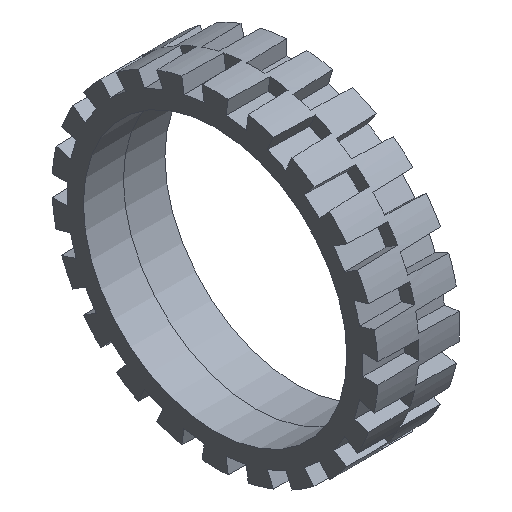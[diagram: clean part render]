
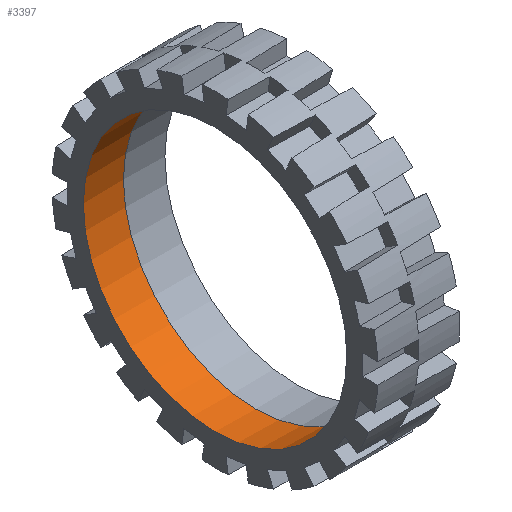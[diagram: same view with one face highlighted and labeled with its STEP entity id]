
A CAD part, isometric view. The second image highlights one B-rep face of the part: STEP entity #3397.
In plain terms, the highlighted conical face has half-angle 1 degrees and reference radius 41.275 mm.
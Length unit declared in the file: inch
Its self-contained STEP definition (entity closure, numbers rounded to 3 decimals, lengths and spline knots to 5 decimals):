
#984=FACE_BOUND($,#1171,.T.);
#989=FACE_OUTER_BOUND($,#1170,.T.);
#1170=EDGE_LOOP($,(#2333));
#1171=EDGE_LOOP($,(#2334));
#1356=CIRCLE($,#3582,1.61627);
#1357=CIRCLE($,#3583,1.625);
#1447=VERTEX_POINT($,#5017);
#1448=VERTEX_POINT($,#5019);
#1802=EDGE_CURVE($,#1447,#1447,#1356,.T.);
#1803=EDGE_CURVE($,#1448,#1448,#1357,.T.);
#2333=ORIENTED_EDGE($,*,*,#1802,.F.);
#2334=ORIENTED_EDGE($,*,*,#1803,.F.);
#3395=CONICAL_SURFACE($,#3581,1.625,0.017);
#3397=ADVANCED_FACE($,(#989,#984),#3395,.F.);
#3581=AXIS2_PLACEMENT_3D($,#5016,#3943,#3944);
#3582=AXIS2_PLACEMENT_3D($,#5018,#3945,#3946);
#3583=AXIS2_PLACEMENT_3D($,#5020,#3947,#3948);
#3943=DIRECTION('center_axis',(1.,0.,0.));
#3944=DIRECTION('ref_axis',(0.,0.,
1.));
#3945=DIRECTION('center_axis',(1.,0.,0.));
#3946=DIRECTION('ref_axis',(0.,-1.,0.));
#3947=DIRECTION('center_axis',(-1.,0.,0.));
#3948=DIRECTION('ref_axis',(0.,0.,
-1.));
#5016=CARTESIAN_POINT('Origin',(0.,0.,0.));
#5017=CARTESIAN_POINT('',(-0.5,0.,1.61627));
#5018=CARTESIAN_POINT('Origin',(-0.5,0.,
0.));
#5019=CARTESIAN_POINT('',(0.,0.,
1.625));
#5020=CARTESIAN_POINT('Origin',(0.,0.,0.));
